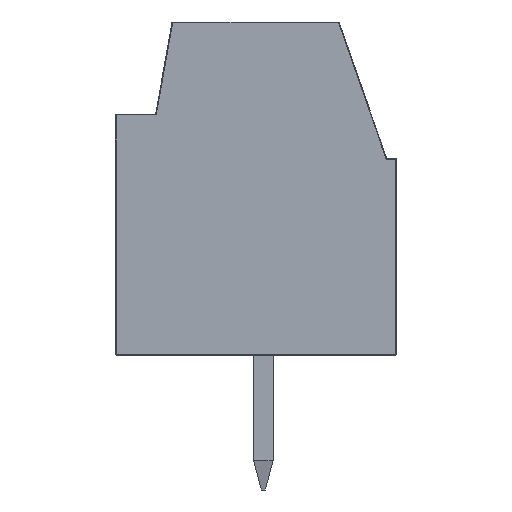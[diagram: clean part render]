
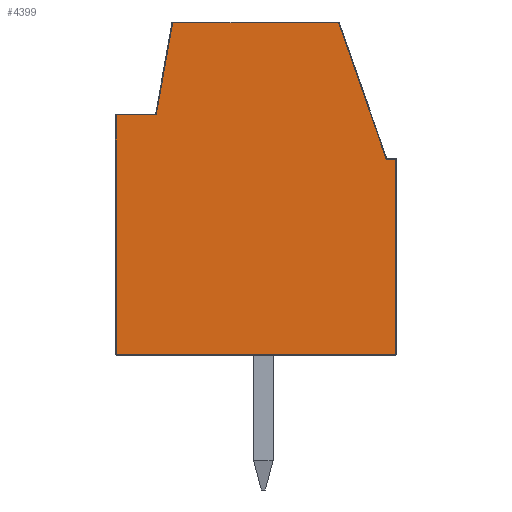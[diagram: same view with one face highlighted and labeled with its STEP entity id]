
A CAD part, left-side view. The second image highlights one B-rep face of the part: STEP entity #4399.
In plain terms, the highlighted face is planar.
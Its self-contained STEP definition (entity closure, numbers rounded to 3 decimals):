
#363=PLANE('',#4857);
#553=FACE_OUTER_BOUND('',#819,.T.);
#819=EDGE_LOOP('',(#3307,#3308,#3309,#3310,#3311,#3312,#3313,#3314));
#1145=LINE('',#6484,#1555);
#1147=LINE('',#6493,#1557);
#1148=LINE('',#6516,#1558);
#1155=LINE('',#6537,#1565);
#1157=LINE('',#6547,#1567);
#1160=LINE('',#6567,#1570);
#1162=LINE('',#6570,#1572);
#1172=LINE('',#6596,#1582);
#1555=VECTOR('',#5295,10.);
#1557=VECTOR('',#5307,10.);
#1558=VECTOR('',#5334,10.);
#1565=VECTOR('',#5357,10.);
#1567=VECTOR('',#5371,10.);
#1570=VECTOR('',#5396,10.);
#1572=VECTOR('',#5400,10.);
#1582=VECTOR('',#5434,10.);
#1985=VERTEX_POINT('',#6466);
#1990=VERTEX_POINT('',#6480);
#1991=VERTEX_POINT('',#6487);
#1999=VERTEX_POINT('',#6509);
#2001=VERTEX_POINT('',#6515);
#2007=VERTEX_POINT('',#6536);
#2008=VERTEX_POINT('',#6540);
#2015=VERTEX_POINT('',#6563);
#2445=EDGE_CURVE('',#1985,#1990,#1145,.T.);
#2450=EDGE_CURVE('',#1991,#1985,#1147,.T.);
#2460=EDGE_CURVE('',#2001,#1991,#1148,.T.);
#2471=EDGE_CURVE('',#1999,#2007,#1155,.T.);
#2477=EDGE_CURVE('',#2008,#2001,#1157,.T.);
#2487=EDGE_CURVE('',#2007,#2015,#1160,.T.);
#2489=EDGE_CURVE('',#2015,#2008,#1162,.T.);
#2503=EDGE_CURVE('',#1990,#1999,#1172,.T.);
#3307=ORIENTED_EDGE('',*,*,#2471,.F.);
#3308=ORIENTED_EDGE('',*,*,#2503,.F.);
#3309=ORIENTED_EDGE('',*,*,#2445,.F.);
#3310=ORIENTED_EDGE('',*,*,#2450,.F.);
#3311=ORIENTED_EDGE('',*,*,#2460,.F.);
#3312=ORIENTED_EDGE('',*,*,#2477,.F.);
#3313=ORIENTED_EDGE('',*,*,#2489,.F.);
#3314=ORIENTED_EDGE('',*,*,#2487,.F.);
#4399=ADVANCED_FACE('',(#553),#363,.T.);
#4857=AXIS2_PLACEMENT_3D('',#6616,#5463,#5464);
#5295=DIRECTION('',(0.,0.,1.));
#5307=DIRECTION('',(0.,-1.,0.));
#5334=DIRECTION('',(0.,0.,-1.));
#5357=DIRECTION('',(0.,0.,-1.));
#5371=DIRECTION('',(0.,-0.944,-0.33));
#5396=DIRECTION('',(0.,0.984,-0.176));
#5400=DIRECTION('',(0.,0.,-1.));
#5434=DIRECTION('',(0.,1.,0.));
#5463=DIRECTION('center_axis',(1.,0.,0.));
#5464=DIRECTION('ref_axis',(0.,1.,0.));
#6466=CARTESIAN_POINT('',(3.556,0.02,-3.625));
#6480=CARTESIAN_POINT('',(3.556,0.02,3.625));
#6484=CARTESIAN_POINT('',(3.556,0.02,1.822));
#6487=CARTESIAN_POINT('',(3.556,5.085,-3.625));
#6493=CARTESIAN_POINT('',(3.556,0.,-3.625));
#6509=CARTESIAN_POINT('',(3.556,6.228,3.625));
#6515=CARTESIAN_POINT('',(3.556,5.085,-3.377));
#6516=CARTESIAN_POINT('',(3.556,5.085,-1.822));
#6536=CARTESIAN_POINT('',(3.556,6.228,2.587));
#6537=CARTESIAN_POINT('',(3.556,6.228,1.302));
#6540=CARTESIAN_POINT('',(3.556,8.62,-2.14));
#6547=CARTESIAN_POINT('',(3.556,3.353,-3.983));
#6563=CARTESIAN_POINT('',(3.556,8.62,2.16));
#6567=CARTESIAN_POINT('',(3.556,4.573,2.882));
#6570=CARTESIAN_POINT('',(3.556,8.62,-1.1));
#6596=CARTESIAN_POINT('',(3.556,3.124,3.625));
#6616=CARTESIAN_POINT('Origin',(3.556,0.,0.));
